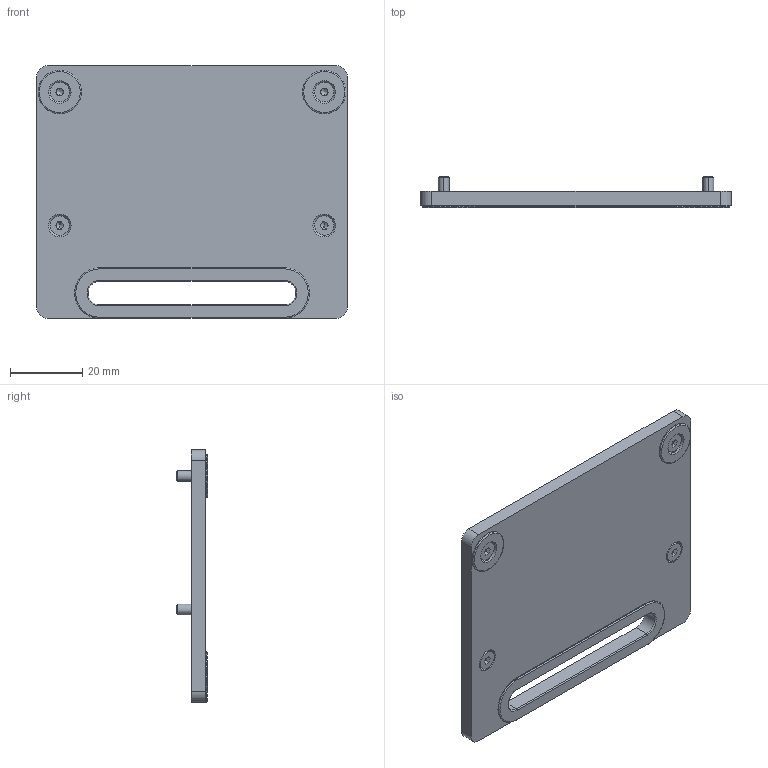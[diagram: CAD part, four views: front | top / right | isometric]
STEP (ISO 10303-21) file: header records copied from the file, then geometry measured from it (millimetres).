
FILE_DESCRIPTION (( 'STEP AP214' ), '1' );
FILE_NAME ('MTN028059-E0W.STEP', '2022-02-16T09:54:17', ( '' ), ( '' ), 'SwSTEP 2.0', 'SolidWorks 2019', '' );
FILE_SCHEMA (( 'AUTOMOTIVE_DESIGN' ));
Length unit declared in the file: millimetre
Products named in the file (1): MTN028059-E0W
Bounding box: 86 x 8.59 x 70 mm (x, y, z)
Volume: 22443.2 mm3; surface area: 13713.2 mm2
Topology: 5 solids, 5 shells, 647 faces, 1747 edges, 1130 vertices
Faces by surface type: plane 498, bspline 53, cylinder 48, cone 32, torus 16
Entity records: 28344 total; most frequent: CARTESIAN_POINT 5198, ORIENTED_EDGE 3478, DIRECTION 2979, EDGE_CURVE 1739, VECTOR 1477, LINE 1477, VERTEX_POINT 1130, AXIS2_PLACEMENT_3D 751
